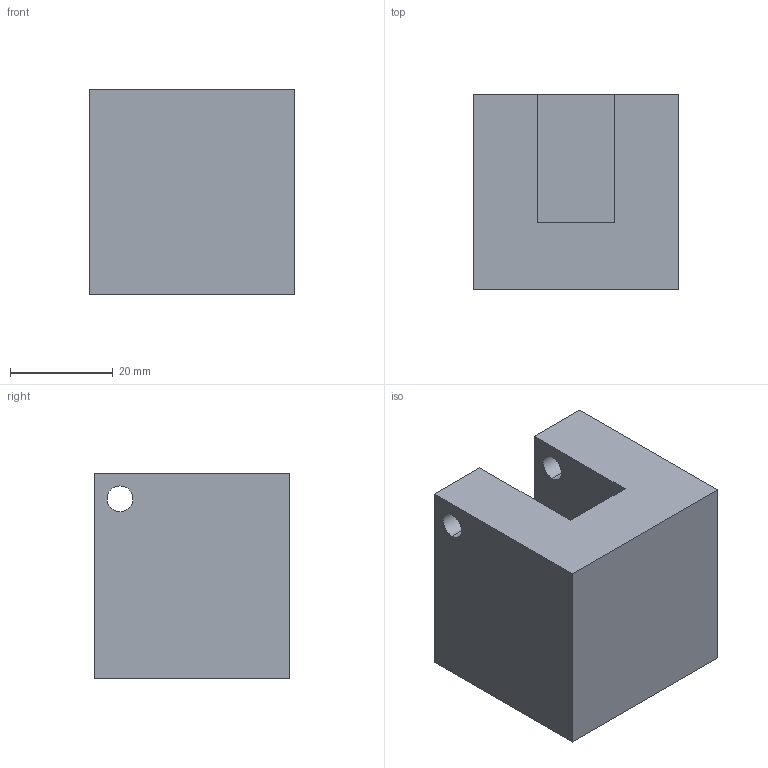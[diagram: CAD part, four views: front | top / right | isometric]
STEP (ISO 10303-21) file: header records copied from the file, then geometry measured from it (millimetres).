
FILE_DESCRIPTION (( 'STEP AP203' ), '1' );
FILE_NAME ('CO-0002.STEP', '2021-04-26T10:59:16', ( '' ), ( '' ), 'SwSTEP 2.0', 'SolidWorks 2016', '' );
FILE_SCHEMA (( 'CONFIG_CONTROL_DESIGN' ));
Length unit declared in the file: millimetre
Products named in the file (1): CO-0002
Bounding box: 40 x 38 x 40 mm (x, y, z)
Volume: 50630.6 mm3; surface area: 11206.1 mm2
Topology: 1 solids, 1 shells, 26 faces, 66 edges, 39 vertices
Faces by surface type: cylinder 10, plane 10, cone 6
Entity records: 825 total; most frequent: DIRECTION 134, CARTESIAN_POINT 126, ORIENTED_EDGE 120, EDGE_CURVE 60, AXIS2_PLACEMENT_3D 47, LINE 40, VECTOR 40, VERTEX_POINT 39
